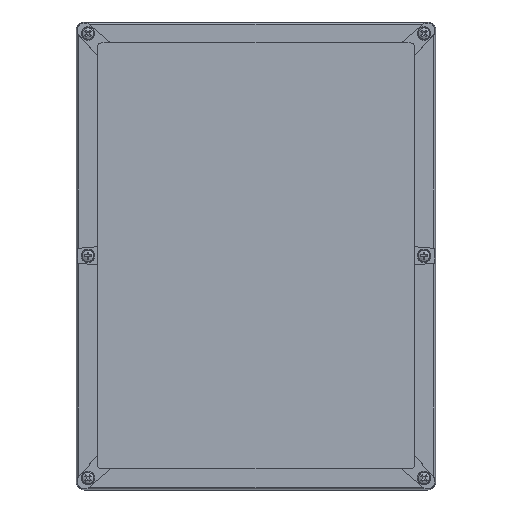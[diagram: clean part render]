
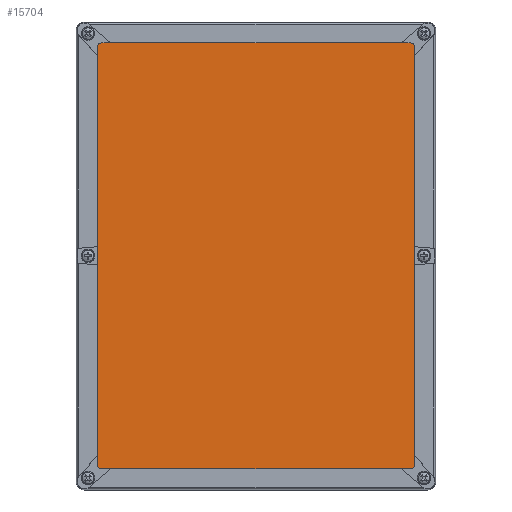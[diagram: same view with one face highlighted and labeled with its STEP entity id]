
A CAD part, top view. The second image highlights one B-rep face of the part: STEP entity #15704.
In plain terms, the highlighted planar face has unit normal (0, 0, 1).
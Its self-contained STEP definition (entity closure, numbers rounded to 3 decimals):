
#807=LINE('',#25733,#2097);
#810=LINE('',#25739,#2100);
#813=LINE('',#25745,#2103);
#816=LINE('',#25751,#2106);
#2097=VECTOR('',#20127,1000.);
#2100=VECTOR('',#20132,1000.);
#2103=VECTOR('',#20137,1000.);
#2106=VECTOR('',#20142,1000.);
#2982=PLANE('',#17050);
#6225=ORIENTED_EDGE('',*,*,#9388,.T.);
#6226=ORIENTED_EDGE('',*,*,#9449,.T.);
#6227=ORIENTED_EDGE('',*,*,#9379,.T.);
#6228=ORIENTED_EDGE('',*,*,#9450,.T.);
#6229=ORIENTED_EDGE('',*,*,#9382,.T.);
#6230=ORIENTED_EDGE('',*,*,#9451,.T.);
#6231=ORIENTED_EDGE('',*,*,#9385,.T.);
#6232=ORIENTED_EDGE('',*,*,#9452,.T.);
#9379=EDGE_CURVE('',#11253,#11252,#807,.T.);
#9382=EDGE_CURVE('',#11255,#11254,#810,.T.);
#9385=EDGE_CURVE('',#11257,#11256,#813,.T.);
#9388=EDGE_CURVE('',#11259,#11258,#816,.T.);
#9449=EDGE_CURVE('',#11258,#11253,#12311,.T.);
#9450=EDGE_CURVE('',#11252,#11255,#12312,.T.);
#9451=EDGE_CURVE('',#11254,#11257,#12313,.T.);
#9452=EDGE_CURVE('',#11256,#11259,#12314,.T.);
#11252=VERTEX_POINT('',#25732);
#11253=VERTEX_POINT('',#25734);
#11254=VERTEX_POINT('',#25738);
#11255=VERTEX_POINT('',#25740);
#11256=VERTEX_POINT('',#25744);
#11257=VERTEX_POINT('',#25746);
#11258=VERTEX_POINT('',#25750);
#11259=VERTEX_POINT('',#25752);
#12311=CIRCLE('',#17043,3.);
#12312=CIRCLE('',#17045,3.);
#12313=CIRCLE('',#17047,3.);
#12314=CIRCLE('',#17049,3.);
#13236=EDGE_LOOP('',(#6225,#6226,#6227,#6228,#6229,#6230,#6231,#6232));
#14382=FACE_BOUND('',#13236,.T.);
#15704=ADVANCED_FACE('',(#14382),#2982,.T.);
#17043=AXIS2_PLACEMENT_3D('',#25937,#20386,#20387);
#17045=AXIS2_PLACEMENT_3D('',#25939,#20390,#20391);
#17047=AXIS2_PLACEMENT_3D('',#25941,#20394,#20395);
#17049=AXIS2_PLACEMENT_3D('',#25943,#20398,#20399);
#17050=AXIS2_PLACEMENT_3D('',#25944,#20400,#20401);
#20127=DIRECTION('',(1.,0.,0.));
#20132=DIRECTION('',(0.,1.,0.));
#20137=DIRECTION('',(-1.,0.,0.));
#20142=DIRECTION('',(0.,-1.,0.));
#20386=DIRECTION('',(0.,0.,1.));
#20387=DIRECTION('',(1.,0.,0.));
#20390=DIRECTION('',(0.,0.,1.));
#20391=DIRECTION('',(1.,0.,0.));
#20394=DIRECTION('',(0.,0.,1.));
#20395=DIRECTION('',(1.,0.,0.));
#20398=DIRECTION('',(0.,0.,1.));
#20399=DIRECTION('',(1.,0.,0.));
#20400=DIRECTION('',(0.,0.,1.));
#20401=DIRECTION('',(1.,0.,0.));
#25732=CARTESIAN_POINT('',(99.5,-137.5,28.7));
#25733=CARTESIAN_POINT('',(-99.5,-137.5,28.7));
#25734=CARTESIAN_POINT('',(-99.5,-137.5,28.7));
#25738=CARTESIAN_POINT('',(102.5,134.5,28.7));
#25739=CARTESIAN_POINT('',(102.5,-134.5,28.7));
#25740=CARTESIAN_POINT('',(102.5,-134.5,28.7));
#25744=CARTESIAN_POINT('',(-99.5,137.5,28.7));
#25745=CARTESIAN_POINT('',(99.5,137.5,28.7));
#25746=CARTESIAN_POINT('',(99.5,137.5,28.7));
#25750=CARTESIAN_POINT('',(-102.5,-134.5,28.7));
#25751=CARTESIAN_POINT('',(-102.5,134.5,28.7));
#25752=CARTESIAN_POINT('',(-102.5,134.5,28.7));
#25937=CARTESIAN_POINT('',(-99.5,-134.5,28.7));
#25939=CARTESIAN_POINT('',(99.5,-134.5,28.7));
#25941=CARTESIAN_POINT('',(99.5,134.5,28.7));
#25943=CARTESIAN_POINT('',(-99.5,134.5,28.7));
#25944=CARTESIAN_POINT('',(-99.5,-134.5,28.7));
